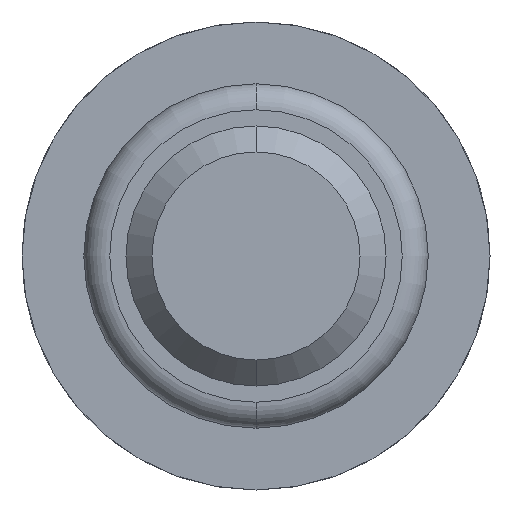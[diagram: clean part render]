
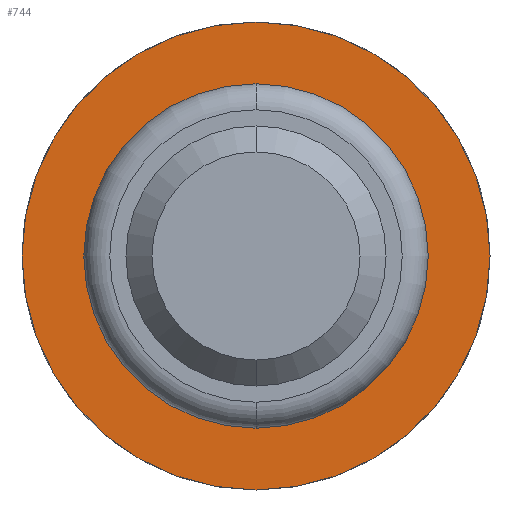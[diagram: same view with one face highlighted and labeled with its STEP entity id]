
A CAD part, front view. The second image highlights one B-rep face of the part: STEP entity #744.
In plain terms, the highlighted planar face has unit normal (0, -1, 0).
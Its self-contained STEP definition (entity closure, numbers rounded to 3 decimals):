
#152 = AXIS2_PLACEMENT_3D ( 'NONE', #1043, #4153, #982 ) ;
#244 = FACE_OUTER_BOUND ( 'NONE', #1808, .T. ) ;
#379 = CIRCLE ( 'NONE', #1440, 1.8 ) ;
#430 = AXIS2_PLACEMENT_3D ( 'NONE', #917, #3835, #3869 ) ;
#453 = CARTESIAN_POINT ( 'NONE',  ( 1.8, -1.8, 0. ) ) ;
#472 = EDGE_CURVE ( 'Defeature ausgef�hrt4_13+Defeature ausgef�hrt4_14+Defeature ausgef�hrt4_14+Defeature ausgef�hrt4_14', #2721, #1177, #2463, .T. ) ;
#571 = AXIS2_PLACEMENT_3D ( 'NONE', #3631, #2891, #1520 ) ;
#616 = VERTEX_POINT ( 'NONE', #754 ) ;
#744 = ADVANCED_FACE ( 'Defeature ausgef�hrt4_13', ( #244, #2625 ), #3638, .F. ) ;
#754 = CARTESIAN_POINT ( 'NONE',  ( 0., -1.8, 1.8 ) ) ;
#879 = ORIENTED_EDGE ( 'NONE', *, *, #1136, .T. ) ;
#917 = CARTESIAN_POINT ( 'NONE',  ( 0., -1.8, 0. ) ) ;
#982 = DIRECTION ( 'NONE',  ( 0., 0., 1. ) ) ;
#1043 = CARTESIAN_POINT ( 'NONE',  ( 0., -1.8, 0. ) ) ;
#1136 = EDGE_CURVE ( 'Defeature ausgef�hrt4_13+Defeature ausgef�hrt4_14+Defeature ausgef�hrt4_14+Defeature ausgef�hrt4_14', #1177, #2721, #3170, .T. ) ;
#1177 = VERTEX_POINT ( 'NONE', #2061 ) ;
#1259 = DIRECTION ( 'NONE',  ( 0., 0., 1. ) ) ;
#1355 = DIRECTION ( 'NONE',  ( 0., 1., 0. ) ) ;
#1440 = AXIS2_PLACEMENT_3D ( 'NONE', #3028, #1355, #1259 ) ;
#1520 = DIRECTION ( 'NONE',  ( 0., 0., 1. ) ) ;
#1556 = ORIENTED_EDGE ( 'NONE', *, *, #4429, .F. ) ;
#1559 = ORIENTED_EDGE ( 'NONE', *, *, #4458, .F. ) ;
#1763 = CIRCLE ( 'NONE', #430, 1.8 ) ;
#1808 = EDGE_LOOP ( 'NONE', ( #1559, #1556 ) ) ;
#1823 = DIRECTION ( 'NONE',  ( 0., 0., 1. ) ) ;
#2061 = CARTESIAN_POINT ( 'NONE',  ( 0., -1.8, -1.325 ) ) ;
#2331 = ORIENTED_EDGE ( 'NONE', *, *, #472, .T. ) ;
#2440 = EDGE_LOOP ( 'NONE', ( #2331, #879 ) ) ;
#2463 = CIRCLE ( 'NONE', #152, 1.325 ) ;
#2625 = FACE_BOUND ( 'NONE', #2440, .T. ) ;
#2641 = VERTEX_POINT ( 'NONE', #3624 ) ;
#2721 = VERTEX_POINT ( 'NONE', #3718 ) ;
#2891 = DIRECTION ( 'NONE',  ( 0., 1., 0. ) ) ;
#2932 = DIRECTION ( 'NONE',  ( 0., 1., 0. ) ) ;
#2997 = AXIS2_PLACEMENT_3D ( 'NONE', #453, #2932, #1823 ) ;
#3028 = CARTESIAN_POINT ( 'NONE',  ( 0., -1.8, 0. ) ) ;
#3170 = CIRCLE ( 'NONE', #571, 1.325 ) ;
#3624 = CARTESIAN_POINT ( 'NONE',  ( 0., -1.8, -1.8 ) ) ;
#3631 = CARTESIAN_POINT ( 'NONE',  ( 0., -1.8, 0. ) ) ;
#3638 = PLANE ( 'NONE',  #2997 ) ;
#3718 = CARTESIAN_POINT ( 'NONE',  ( 0., -1.8, 1.325 ) ) ;
#3835 = DIRECTION ( 'NONE',  ( 0., 1., 0. ) ) ;
#3869 = DIRECTION ( 'NONE',  ( 0., 0., 1. ) ) ;
#4153 = DIRECTION ( 'NONE',  ( 0., 1., 0. ) ) ;
#4429 = EDGE_CURVE ( 'Defeature ausgef�hrt4_12+Defeature ausgef�hrt4_13+Defeature ausgef�hrt4_13+Defeature ausgef�hrt4_13', #2641, #616, #1763, .T. ) ;
#4458 = EDGE_CURVE ( 'Defeature ausgef�hrt4_12+Defeature ausgef�hrt4_13+Defeature ausgef�hrt4_13+Defeature ausgef�hrt4_13', #616, #2641, #379, .T. ) ;
